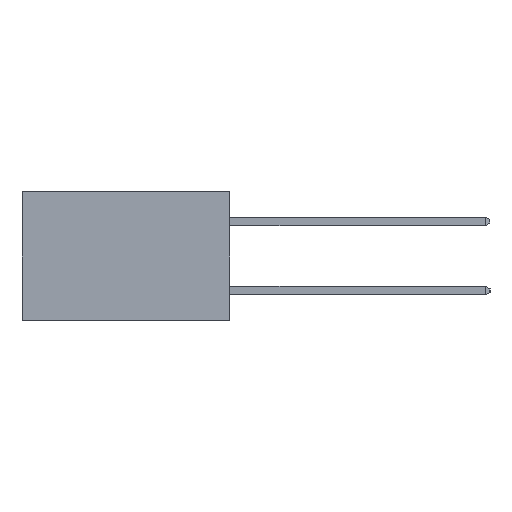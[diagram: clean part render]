
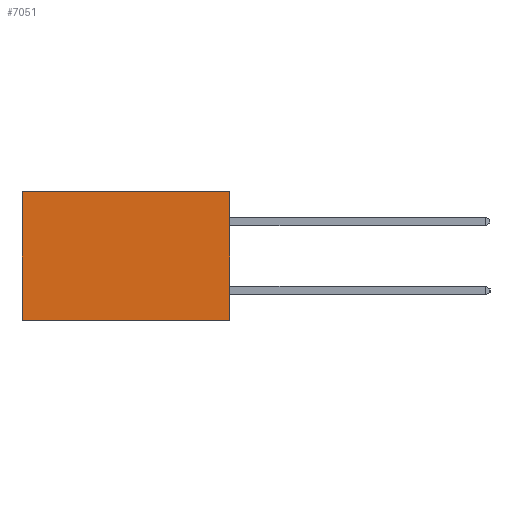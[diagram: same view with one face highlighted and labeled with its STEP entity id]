
A CAD part, left-side view. The second image highlights one B-rep face of the part: STEP entity #7051.
In plain terms, the highlighted planar face has unit normal (-1, 0, 0).
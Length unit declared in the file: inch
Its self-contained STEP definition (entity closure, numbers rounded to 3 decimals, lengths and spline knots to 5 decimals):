
#942 = VECTOR ( 'NONE', #8350, 39.37008 ) ;
#1207 = DIRECTION ( 'NONE',  ( 0., 1., 0. ) ) ;
#1954 = LINE ( 'NONE', #6753, #942 ) ;
#2410 = DIRECTION ( 'NONE',  ( 0., 0., -1. ) ) ;
#4788 = CARTESIAN_POINT ( 'NONE',  ( 0.2615, 0.6, -0.37 ) ) ;
#5006 = FACE_OUTER_BOUND ( 'NONE', #17466, .T. ) ;
#5784 = VERTEX_POINT ( 'NONE', #7506 ) ;
#6014 = CARTESIAN_POINT ( 'NONE',  ( 0.2615, 0., 0. ) ) ;
#6173 = CARTESIAN_POINT ( 'NONE',  ( 0.2615, 0., -0.37 ) ) ;
#6487 = VECTOR ( 'NONE', #9158, 39.37008 ) ;
#6753 = CARTESIAN_POINT ( 'NONE',  ( 0.2615, 0., -0.37 ) ) ;
#7051 = ADVANCED_FACE ( 'NONE', ( #5006 ), #11772, .F. ) ;
#7506 = CARTESIAN_POINT ( 'NONE',  ( 0.2615, 0., 0. ) ) ;
#7600 = CARTESIAN_POINT ( 'NONE',  ( 0.2615, 0., -0.37 ) ) ;
#7869 = VERTEX_POINT ( 'NONE', #16424 ) ;
#7999 = EDGE_CURVE ( 'NONE', #5784, #7869, #13279, .T. ) ;
#8350 = DIRECTION ( 'NONE',  ( 0., 0., -1. ) ) ;
#8877 = VECTOR ( 'NONE', #2410, 39.37008 ) ;
#8970 = ORIENTED_EDGE ( 'NONE', *, *, #14224, .F. ) ;
#9158 = DIRECTION ( 'NONE',  ( 0., 1., 0. ) ) ;
#9794 = EDGE_CURVE ( 'NONE', #7869, #15692, #12961, .T. ) ;
#11300 = DIRECTION ( 'NONE',  ( 0., 0., -1. ) ) ;
#11321 = DIRECTION ( 'NONE',  ( 1., 0., 0. ) ) ;
#11537 = CARTESIAN_POINT ( 'NONE',  ( 0.2615, 0., -0.37 ) ) ;
#11772 = PLANE ( 'NONE',  #18993 ) ;
#11895 = VERTEX_POINT ( 'NONE', #6173 ) ;
#12961 = LINE ( 'NONE', #13377, #8877 ) ;
#13268 = ORIENTED_EDGE ( 'NONE', *, *, #9794, .T. ) ;
#13279 = LINE ( 'NONE', #6014, #17231 ) ;
#13377 = CARTESIAN_POINT ( 'NONE',  ( 0.2615, 0.6, -0.37 ) ) ;
#14224 = EDGE_CURVE ( 'NONE', #11895, #15692, #14671, .T. ) ;
#14671 = LINE ( 'NONE', #7600, #6487 ) ;
#15692 = VERTEX_POINT ( 'NONE', #4788 ) ;
#15911 = ORIENTED_EDGE ( 'NONE', *, *, #7999, .T. ) ;
#16424 = CARTESIAN_POINT ( 'NONE',  ( 0.2615, 0.6, 0. ) ) ;
#16462 = EDGE_CURVE ( 'NONE', #5784, #11895, #1954, .T. ) ;
#17231 = VECTOR ( 'NONE', #1207, 39.37008 ) ;
#17466 = EDGE_LOOP ( 'NONE', ( #13268, #8970, #18191, #15911 ) ) ;
#18191 = ORIENTED_EDGE ( 'NONE', *, *, #16462, .F. ) ;
#18993 = AXIS2_PLACEMENT_3D ( 'NONE', #11537, #11321, #11300 ) ;
